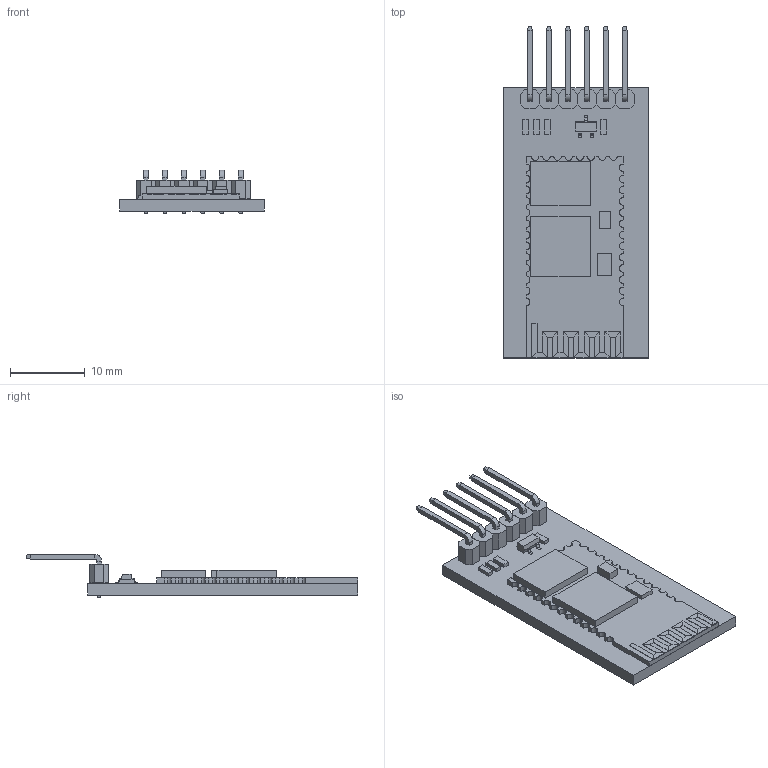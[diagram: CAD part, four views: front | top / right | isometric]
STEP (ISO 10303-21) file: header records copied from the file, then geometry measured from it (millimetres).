
FILE_DESCRIPTION(('FreeCAD Model'),'2;1');
FILE_NAME('Bluetooth_HC05.step', '2014-09-28T12:28:55',('FreeCAD'),('FreeCAD'), 'Open CASCADE STEP processor 6.7','FreeCAD','Unknown');
FILE_SCHEMA(('AUTOMOTIVE_DESIGN_CC2 { 1 2 10303 214 -1 1 5 4 }'));
Length unit declared in the file: millimetre
Products named in the file (16): BaseBT; Conector6PinesAng; Cut; Sweep; Cubo; Cubo001; Cubo002; Cubo003; Pad; Sweep001; Sweep002; Sweep003; R1; R002; R003; R004
Bounding box: 19.35 x 44.5 x 5.82 mm (x, y, z)
Volume: 1602.3 mm3; surface area: 3134 mm2
Topology: 21 solids, 21 shells, 505 faces, 1141 edges, 690 vertices
Faces by surface type: plane 434, cylinder 71
Entity records: 30026 total; most frequent: CARTESIAN_POINT 5095, DIRECTION 4221, LINE 2807, VECTOR 2807, ORIENTED_EDGE 2282, PCURVE 2282, DEFINITIONAL_REPRESENTATION 2282, EDGE_CURVE 1141
